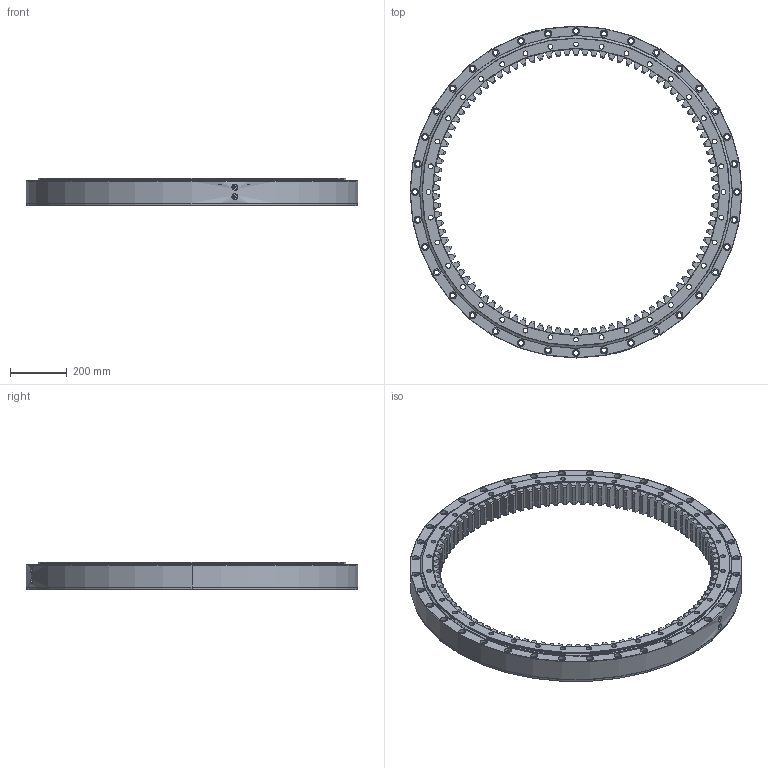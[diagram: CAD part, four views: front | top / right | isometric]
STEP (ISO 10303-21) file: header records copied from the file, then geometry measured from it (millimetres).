
FILE_DESCRIPTION (( 'STEP AP214' ), '1' );
FILE_NAME ('I.1165.2.22.00.D.6.STEP', '2018-01-25T09:35:44', ( '' ), ( '' ), 'SwSTEP 2.0', 'SolidWorks 2015', '' );
FILE_SCHEMA (( 'AUTOMOTIVE_DESIGN' ));
Length unit declared in the file: millimetre
Products named in the file (7): Grease nipple M6x1mm; I.1165.2.22.00.D.6 - OR Seal; I.1165.2.22.00.D.6 - IR Seal; Ball D22; I.1165.2.22.00.D.6 - OR; I.1165.2.22.00.D.6 - IR; I.1165.2.22.00.D.6
Assembly tree (188 placements, depth 2):
  I.1165.2.22.00.D.6
    I.1165.2.22.00.D.6 - IR
    I.1165.2.22.00.D.6 - OR
    Ball D22  x180
    I.1165.2.22.00.D.6 - IR Seal
    I.1165.2.22.00.D.6 - OR Seal
    Grease nipple M6x1mm  x4
Bounding box: 1170 x 1170 x 98 mm (x, y, z)
Volume: 26431194.8 mm3; surface area: 3125736.5 mm2
Topology: 188 solids, 188 shells, 1400 faces, 3918 edges, 2622 vertices
Faces by surface type: cylinder 456, sphere 360, cone 298, plane 132, bspline 98, torus 56
Entity records: 60774 total; most frequent: CARTESIAN_POINT 36131, DIRECTION 5086, ORIENTED_EDGE 4888, EDGE_CURVE 2444, AXIS2_PLACEMENT_3D 2245, VERTEX_POINT 1598, CIRCLE 1212, EDGE_LOOP 1184
